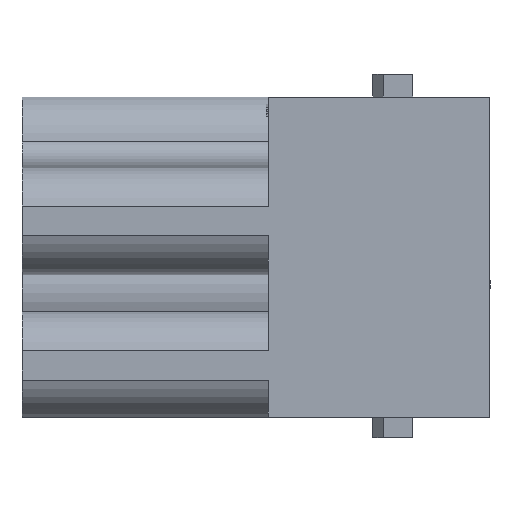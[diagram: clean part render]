
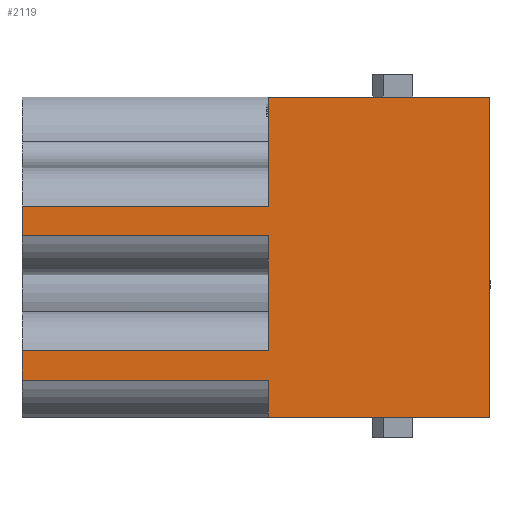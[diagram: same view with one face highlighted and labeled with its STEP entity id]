
A CAD part, left-side view. The second image highlights one B-rep face of the part: STEP entity #2119.
In plain terms, the highlighted planar face has unit normal (-1, 0, 0).
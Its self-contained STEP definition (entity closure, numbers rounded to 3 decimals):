
#2119=ADVANCED_FACE('',(#2750),#2436,.T.);
#2436=PLANE('',#9165);
#2750=FACE_OUTER_BOUND('',#3181,.T.);
#3181=EDGE_LOOP('',(#5084,#5085,#5086,#5087,#5088,#5089,#5090,#5091,#5092,
#5093,#5094,#5095));
#5084=ORIENTED_EDGE('',*,*,#6722,.T.);
#5085=ORIENTED_EDGE('',*,*,#6717,.T.);
#5086=ORIENTED_EDGE('',*,*,#6683,.T.);
#5087=ORIENTED_EDGE('',*,*,#6688,.T.);
#5088=ORIENTED_EDGE('',*,*,#6697,.T.);
#5089=ORIENTED_EDGE('',*,*,#6698,.T.);
#5090=ORIENTED_EDGE('',*,*,#6711,.T.);
#5091=ORIENTED_EDGE('',*,*,#6723,.T.);
#5092=ORIENTED_EDGE('',*,*,#6724,.T.);
#5093=ORIENTED_EDGE('',*,*,#6725,.T.);
#5094=ORIENTED_EDGE('',*,*,#6707,.T.);
#5095=ORIENTED_EDGE('',*,*,#6721,.T.);
#5739=VERTEX_POINT('',#12884);
#5740=VERTEX_POINT('',#12885);
#5744=VERTEX_POINT('',#12894);
#5749=VERTEX_POINT('',#12910);
#5750=VERTEX_POINT('',#12914);
#5754=VERTEX_POINT('',#12928);
#5755=VERTEX_POINT('',#12930);
#5758=VERTEX_POINT('',#12936);
#5761=VERTEX_POINT('',#12950);
#5763=VERTEX_POINT('',#12956);
#5764=VERTEX_POINT('',#12962);
#5765=VERTEX_POINT('',#12964);
#6683=EDGE_CURVE('',#5739,#5740,#7558,.T.);
#6688=EDGE_CURVE('',#5740,#5744,#7563,.T.);
#6697=EDGE_CURVE('',#5744,#5749,#7568,.T.);
#6698=EDGE_CURVE('',#5749,#5750,#7569,.T.);
#6707=EDGE_CURVE('',#5755,#5754,#7574,.T.);
#6711=EDGE_CURVE('',#5750,#5758,#7575,.T.);
#6717=EDGE_CURVE('',#5761,#5739,#7580,.T.);
#6721=EDGE_CURVE('',#5754,#5763,#7583,.T.);
#6722=EDGE_CURVE('',#5763,#5761,#7584,.T.);
#6723=EDGE_CURVE('',#5758,#5764,#7585,.T.);
#6724=EDGE_CURVE('',#5764,#5765,#7586,.T.);
#6725=EDGE_CURVE('',#5765,#5755,#7587,.T.);
#7558=LINE('',#12883,#8416);
#7563=LINE('',#12895,#8421);
#7568=LINE('',#12911,#8426);
#7569=LINE('',#12913,#8427);
#7574=LINE('',#12929,#8432);
#7575=LINE('',#12937,#8433);
#7580=LINE('',#12949,#8438);
#7583=LINE('',#12957,#8441);
#7584=LINE('',#12959,#8442);
#7585=LINE('',#12961,#8443);
#7586=LINE('',#12963,#8444);
#7587=LINE('',#12965,#8445);
#8416=VECTOR('',#10846,1.);
#8421=VECTOR('',#10853,1.);
#8426=VECTOR('',#10870,1.);
#8427=VECTOR('',#10873,1.);
#8432=VECTOR('',#10890,1.);
#8433=VECTOR('',#10897,1.);
#8438=VECTOR('',#10912,1.);
#8441=VECTOR('',#10919,1.);
#8442=VECTOR('',#10922,1.);
#8443=VECTOR('',#10925,1.);
#8444=VECTOR('',#10926,1.);
#8445=VECTOR('',#10927,1.);
#9165=AXIS2_PLACEMENT_3D('',#12966,#10928,#10929);
#10846=DIRECTION('',(0.,0.,1.));
#10853=DIRECTION('',(0.,1.,0.));
#10870=DIRECTION('',(0.,0.,-1.));
#10873=DIRECTION('',(0.,1.,0.));
#10890=DIRECTION('',(0.,0.,-1.));
#10897=DIRECTION('',(0.,0.,-1.));
#10912=DIRECTION('',(0.,-1.,0.));
#10919=DIRECTION('',(0.,-1.,0.));
#10922=DIRECTION('',(0.,0.,-1.));
#10925=DIRECTION('',(0.,-1.,0.));
#10926=DIRECTION('',(0.,0.,-1.));
#10927=DIRECTION('',(0.,1.,0.));
#10928=DIRECTION('',(-1.,0.,0.));
#10929=DIRECTION('',(0.,1.,0.));
#12883=CARTESIAN_POINT('',(-7.3,-22.55,-15.25));
#12884=CARTESIAN_POINT('',(-7.3,-22.55,-15.25));
#12885=CARTESIAN_POINT('',(-7.3,-22.55,15.05));
#12894=CARTESIAN_POINT('',(-7.3,-1.55,15.05));
#12895=CARTESIAN_POINT('',(-7.3,-22.55,15.05));
#12910=CARTESIAN_POINT('',(-7.3,-1.55,4.732));
#12911=CARTESIAN_POINT('',(-7.3,-1.55,15.05));
#12913=CARTESIAN_POINT('',(-7.3,-1.55,4.732));
#12914=CARTESIAN_POINT('',(-7.3,21.75,4.732));
#12928=CARTESIAN_POINT('',(-7.3,21.75,-11.764));
#12929=CARTESIAN_POINT('',(-7.3,21.75,-8.936));
#12930=CARTESIAN_POINT('',(-7.3,21.75,-8.936));
#12936=CARTESIAN_POINT('',(-7.3,21.75,1.903));
#12937=CARTESIAN_POINT('',(-7.3,21.75,4.732));
#12949=CARTESIAN_POINT('',(-7.3,-1.55,-15.25));
#12950=CARTESIAN_POINT('',(-7.3,-1.55,-15.25));
#12956=CARTESIAN_POINT('',(-7.3,-1.55,-11.764));
#12957=CARTESIAN_POINT('',(-7.3,21.75,-11.764));
#12959=CARTESIAN_POINT('',(-7.3,-1.55,-11.764));
#12961=CARTESIAN_POINT('',(-7.3,21.75,1.903));
#12962=CARTESIAN_POINT('',(-7.3,-1.55,1.903));
#12963=CARTESIAN_POINT('',(-7.3,-1.55,1.903));
#12964=CARTESIAN_POINT('',(-7.3,-1.55,-8.936));
#12965=CARTESIAN_POINT('',(-7.3,-1.55,-8.936));
#12966=CARTESIAN_POINT('',(-7.3,-22.9,15.629));
